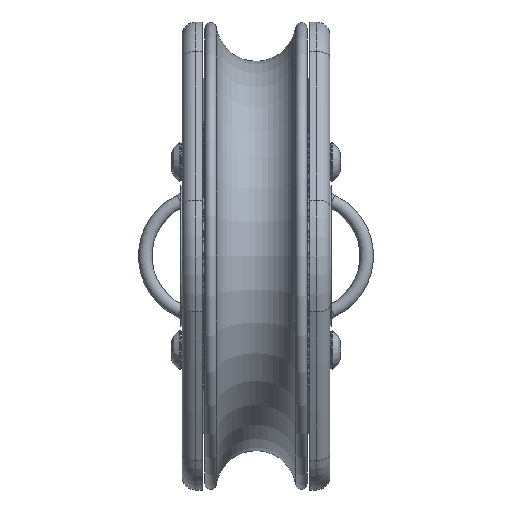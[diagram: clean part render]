
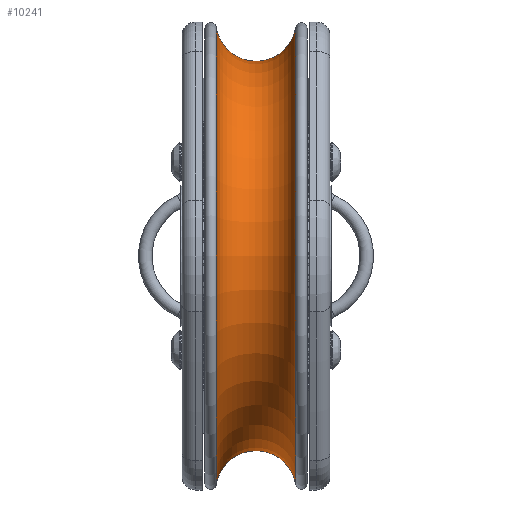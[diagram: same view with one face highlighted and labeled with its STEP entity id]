
A CAD part, front view. The second image highlights one B-rep face of the part: STEP entity #10241.
In plain terms, the highlighted toroidal (fillet/blend) face has major radius 35 mm and minor radius 6 mm.
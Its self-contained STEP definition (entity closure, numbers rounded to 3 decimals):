
#637=TOROIDAL_SURFACE('',#11606,35.,6.);
#804=FACE_BOUND('',#2019,.T.);
#1329=FACE_OUTER_BOUND('',#2018,.T.);
#2018=EDGE_LOOP('',(#9373));
#2019=EDGE_LOOP('',(#9374));
#2658=CIRCLE('',#11605,34.041);
#2659=CIRCLE('',#11607,34.041);
#4865=VERTEX_POINT('',#19006);
#4866=VERTEX_POINT('',#19009);
#6372=EDGE_CURVE('',#4865,#4865,#2658,.T.);
#6373=EDGE_CURVE('',#4866,#4866,#2659,.T.);
#9373=ORIENTED_EDGE('',*,*,#6373,.F.);
#9374=ORIENTED_EDGE('',*,*,#6372,.T.);
#10241=ADVANCED_FACE('',(#1329,#804),#637,.F.);
#11605=AXIS2_PLACEMENT_3D('',#19007,#14926,#14927);
#11606=AXIS2_PLACEMENT_3D('',#19008,#14928,#14929);
#11607=AXIS2_PLACEMENT_3D('',#19010,#14930,#14931);
#14926=DIRECTION('center_axis',(-1.,0.,0.));
#14927=DIRECTION('ref_axis',(0.,-1.,0.));
#14928=DIRECTION('center_axis',(-1.,0.,0.));
#14929=DIRECTION('ref_axis',(0.,-1.,0.));
#14930=DIRECTION('center_axis',(-1.,0.,0.));
#14931=DIRECTION('ref_axis',(0.,-1.,0.));
#19006=CARTESIAN_POINT('',(5.923,-34.041,0.));
#19007=CARTESIAN_POINT('Origin',(5.923,0.,
0.));
#19008=CARTESIAN_POINT('Origin',(0.,0.,0.));
#19009=CARTESIAN_POINT('',(-5.923,-34.041,0.));
#19010=CARTESIAN_POINT('Origin',(-5.923,0.,
0.));
